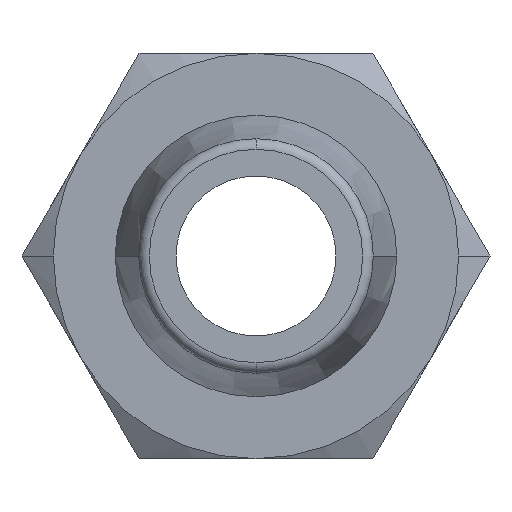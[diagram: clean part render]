
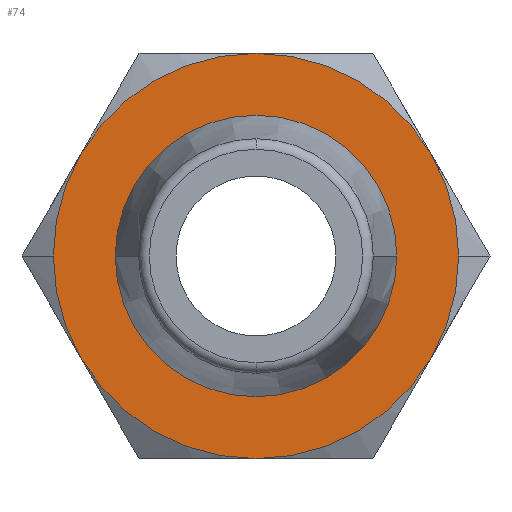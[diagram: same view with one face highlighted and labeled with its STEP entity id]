
A CAD part, front view. The second image highlights one B-rep face of the part: STEP entity #74.
In plain terms, the highlighted planar face has unit normal (0, -1, 0).
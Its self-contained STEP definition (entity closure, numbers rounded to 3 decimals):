
#74=ADVANCED_FACE('',(#188,#189),#190,.T.);
#188=FACE_OUTER_BOUND('',#343,.T.);
#189=FACE_BOUND('',#344,.T.);
#190=PLANE('',#345);
#343=EDGE_LOOP('',(#497,#498,#499,#500,#501,#502,#503,#504));
#344=EDGE_LOOP('',(#505,#506));
#345=AXIS2_PLACEMENT_3D('',#507,#508,#509);
#497=ORIENTED_EDGE('',*,*,#892,.F.);
#498=ORIENTED_EDGE('',*,*,#893,.F.);
#499=ORIENTED_EDGE('',*,*,#894,.F.);
#500=ORIENTED_EDGE('',*,*,#895,.F.);
#501=ORIENTED_EDGE('',*,*,#896,.F.);
#502=ORIENTED_EDGE('',*,*,#897,.F.);
#503=ORIENTED_EDGE('',*,*,#898,.F.);
#504=ORIENTED_EDGE('',*,*,#899,.F.);
#505=ORIENTED_EDGE('',*,*,#900,.F.);
#506=ORIENTED_EDGE('',*,*,#901,.F.);
#507=CARTESIAN_POINT('',(4.75,20.2,0.0));
#508=DIRECTION('',(-0.0,-1.0,-0.0));
#509=DIRECTION('',(-1.0,0.0,0.0));
#892=EDGE_CURVE('',#1047,#1048,#1049,.T.);
#893=EDGE_CURVE('',#1050,#1047,#1051,.T.);
#894=EDGE_CURVE('',#1052,#1050,#1053,.T.);
#895=EDGE_CURVE('',#1054,#1052,#1055,.T.);
#896=EDGE_CURVE('',#1056,#1054,#1057,.T.);
#897=EDGE_CURVE('',#1058,#1056,#1059,.T.);
#898=EDGE_CURVE('',#1060,#1058,#1061,.T.);
#899=EDGE_CURVE('',#1048,#1060,#1062,.T.);
#900=EDGE_CURVE('',#1063,#1064,#1065,.T.);
#901=EDGE_CURVE('',#1064,#1063,#1066,.T.);
#1047=VERTEX_POINT('',#1259);
#1048=VERTEX_POINT('',#1260);
#1049=CIRCLE('',#1261,9.5);
#1050=VERTEX_POINT('',#1262);
#1051=CIRCLE('',#1263,9.5);
#1052=VERTEX_POINT('',#1264);
#1053=CIRCLE('',#1265,9.5);
#1054=VERTEX_POINT('',#1266);
#1055=CIRCLE('',#1267,9.5);
#1056=VERTEX_POINT('',#1268);
#1057=CIRCLE('',#1269,9.5);
#1058=VERTEX_POINT('',#1270);
#1059=CIRCLE('',#1271,9.5);
#1060=VERTEX_POINT('',#1272);
#1061=CIRCLE('',#1273,9.5);
#1062=CIRCLE('',#1274,9.5);
#1063=VERTEX_POINT('',#1275);
#1064=VERTEX_POINT('',#1276);
#1065=CIRCLE('',#1277,6.6);
#1066=CIRCLE('',#1278,6.6);
#1259=CARTESIAN_POINT('',(8.227,20.2,4.75));
#1260=CARTESIAN_POINT('',(9.5,20.2,0.));
#1261=AXIS2_PLACEMENT_3D('',#1759,#1760,#1761);
#1262=CARTESIAN_POINT('',(0.,20.2,9.5));
#1263=AXIS2_PLACEMENT_3D('',#1762,#1763,#1764);
#1264=CARTESIAN_POINT('',(-8.227,20.2,4.75));
#1265=AXIS2_PLACEMENT_3D('',#1765,#1766,#1767);
#1266=CARTESIAN_POINT('',(-9.5,20.2,0.));
#1267=AXIS2_PLACEMENT_3D('',#1768,#1769,#1770);
#1268=CARTESIAN_POINT('',(-8.227,20.2,-4.75));
#1269=AXIS2_PLACEMENT_3D('',#1771,#1772,#1773);
#1270=CARTESIAN_POINT('',(0.0,20.2,-9.5));
#1271=AXIS2_PLACEMENT_3D('',#1774,#1775,#1776);
#1272=CARTESIAN_POINT('',(8.227,20.2,-4.75));
#1273=AXIS2_PLACEMENT_3D('',#1777,#1778,#1779);
#1274=AXIS2_PLACEMENT_3D('',#1780,#1781,#1782);
#1275=CARTESIAN_POINT('',(-6.6,20.2,0.));
#1276=CARTESIAN_POINT('',(6.6,20.2,0.));
#1277=AXIS2_PLACEMENT_3D('',#1783,#1784,#1785);
#1278=AXIS2_PLACEMENT_3D('',#1786,#1787,#1788);
#1759=CARTESIAN_POINT('',(0.0,20.2,0.0));
#1760=DIRECTION('',(-0.0,1.0,0.0));
#1761=DIRECTION('',(1.0,0.0,0.0));
#1762=CARTESIAN_POINT('',(0.0,20.2,0.0));
#1763=DIRECTION('',(-0.0,1.0,0.0));
#1764=DIRECTION('',(1.0,0.0,0.0));
#1765=CARTESIAN_POINT('',(0.0,20.2,0.0));
#1766=DIRECTION('',(-0.0,1.0,0.0));
#1767=DIRECTION('',(1.0,0.0,0.0));
#1768=CARTESIAN_POINT('',(0.0,20.2,0.0));
#1769=DIRECTION('',(-0.0,1.0,0.0));
#1770=DIRECTION('',(1.0,0.0,0.0));
#1771=CARTESIAN_POINT('',(0.0,20.2,0.0));
#1772=DIRECTION('',(-0.0,1.0,0.0));
#1773=DIRECTION('',(1.0,0.0,0.0));
#1774=CARTESIAN_POINT('',(0.0,20.2,0.0));
#1775=DIRECTION('',(-0.0,1.0,0.0));
#1776=DIRECTION('',(1.0,0.0,0.0));
#1777=CARTESIAN_POINT('',(0.0,20.2,0.0));
#1778=DIRECTION('',(-0.0,1.0,0.0));
#1779=DIRECTION('',(1.0,0.0,0.0));
#1780=CARTESIAN_POINT('',(0.0,20.2,0.0));
#1781=DIRECTION('',(-0.0,1.0,0.0));
#1782=DIRECTION('',(1.0,0.0,0.0));
#1783=CARTESIAN_POINT('',(0.0,20.2,0.0));
#1784=DIRECTION('',(0.0,-1.0,0.0));
#1785=DIRECTION('',(1.0,0.0,0.0));
#1786=CARTESIAN_POINT('',(0.0,20.2,0.0));
#1787=DIRECTION('',(0.0,-1.0,0.0));
#1788=DIRECTION('',(1.0,0.0,0.0));
